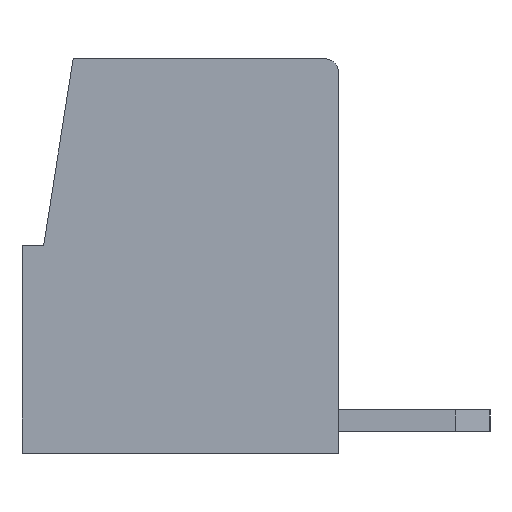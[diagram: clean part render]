
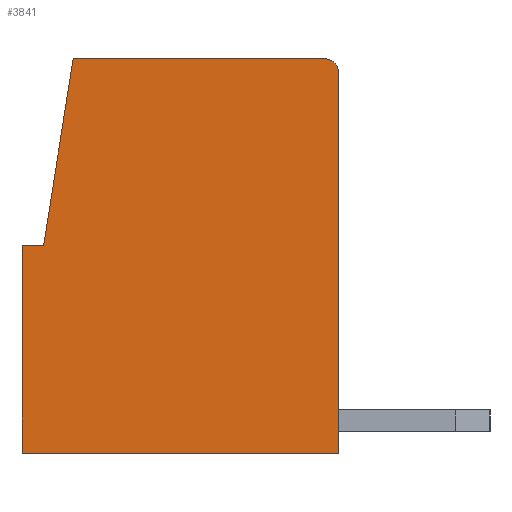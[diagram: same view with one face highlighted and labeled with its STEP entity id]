
A CAD part, left-side view. The second image highlights one B-rep face of the part: STEP entity #3841.
In plain terms, the highlighted planar face has unit normal (-1, 0, 0).
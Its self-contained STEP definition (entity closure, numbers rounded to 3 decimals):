
#58=CIRCLE('',#4007,0.3);
#175=ORIENTED_EDGE('',*,*,#984,.F.);
#176=ORIENTED_EDGE('',*,*,#985,.F.);
#177=ORIENTED_EDGE('',*,*,#986,.F.);
#178=ORIENTED_EDGE('',*,*,#983,.F.);
#179=ORIENTED_EDGE('',*,*,#987,.F.);
#180=ORIENTED_EDGE('',*,*,#988,.F.);
#181=ORIENTED_EDGE('',*,*,#989,.F.);
#983=EDGE_CURVE('',#1386,#1385,#1671,.T.);
#984=EDGE_CURVE('',#1387,#1388,#1672,.T.);
#985=EDGE_CURVE('',#1389,#1387,#1673,.T.);
#986=EDGE_CURVE('',#1385,#1389,#1674,.T.);
#987=EDGE_CURVE('',#1390,#1386,#1675,.T.);
#988=EDGE_CURVE('',#1391,#1390,#1676,.T.);
#989=EDGE_CURVE('',#1388,#1391,#58,.T.);
#1385=VERTEX_POINT('',#5056);
#1386=VERTEX_POINT('',#5059);
#1387=VERTEX_POINT('',#5063);
#1388=VERTEX_POINT('',#5064);
#1389=VERTEX_POINT('',#5066);
#1390=VERTEX_POINT('',#5069);
#1391=VERTEX_POINT('',#5071);
#1671=LINE('',#5060,#2052);
#1672=LINE('',#5062,#2053);
#1673=LINE('',#5065,#2054);
#1674=LINE('',#5067,#2055);
#1675=LINE('',#5068,#2056);
#1676=LINE('',#5070,#2057);
#2052=VECTOR('',#4266,1000.);
#2053=VECTOR('',#4269,1000.);
#2054=VECTOR('',#4270,1000.);
#2055=VECTOR('',#4271,1000.);
#2056=VECTOR('',#4272,1000.);
#2057=VECTOR('',#4273,1000.);
#2382=EDGE_LOOP('',(#175,#176,#177,#178,#179,#180,#181));
#2529=FACE_BOUND('',#2382,.T.);
#2676=PLANE('',#4006);
#3841=ADVANCED_FACE('',(#2529),#2676,.T.);
#4006=AXIS2_PLACEMENT_3D('',#5061,#4267,#4268);
#4007=AXIS2_PLACEMENT_3D('',#5072,#4274,#4275);
#4266=DIRECTION('',(0.,0.,1.));
#4267=DIRECTION('',(-1.,0.,0.));
#4268=DIRECTION('',(0.,0.,1.));
#4269=DIRECTION('',(0.,-1.,0.));
#4270=DIRECTION('',(0.,-0.156,0.988));
#4271=DIRECTION('',(0.,-1.,0.));
#4272=DIRECTION('',(0.,1.,0.));
#4273=DIRECTION('',(0.,0.,-1.));
#4274=DIRECTION('',(1.,0.,0.));
#4275=DIRECTION('',(0.,-1.,0.));
#5056=CARTESIAN_POINT('',(-1.75,0.,4.8));
#5059=CARTESIAN_POINT('',(-1.75,0.,0.));
#5060=CARTESIAN_POINT('',(-1.75,0.,0.));
#5061=CARTESIAN_POINT('',(-1.75,-11.99,9.8));
#5062=CARTESIAN_POINT('',(-1.75,-2.966,9.1));
#5063=CARTESIAN_POINT('',(-1.75,-1.181,9.1));
#5064=CARTESIAN_POINT('',(-1.75,-7.,9.1));
#5065=CARTESIAN_POINT('',(-1.75,0.26,0.));
#5066=CARTESIAN_POINT('',(-1.75,-0.5,4.8));
#5067=CARTESIAN_POINT('',(-1.75,-2.966,4.8));
#5068=CARTESIAN_POINT('',(-1.75,-2.966,0.));
#5069=CARTESIAN_POINT('',(-1.75,-7.3,0.));
#5070=CARTESIAN_POINT('',(-1.75,-7.3,0.));
#5071=CARTESIAN_POINT('',(-1.75,-7.3,8.8));
#5072=CARTESIAN_POINT('',(-1.75,-7.,8.8));
